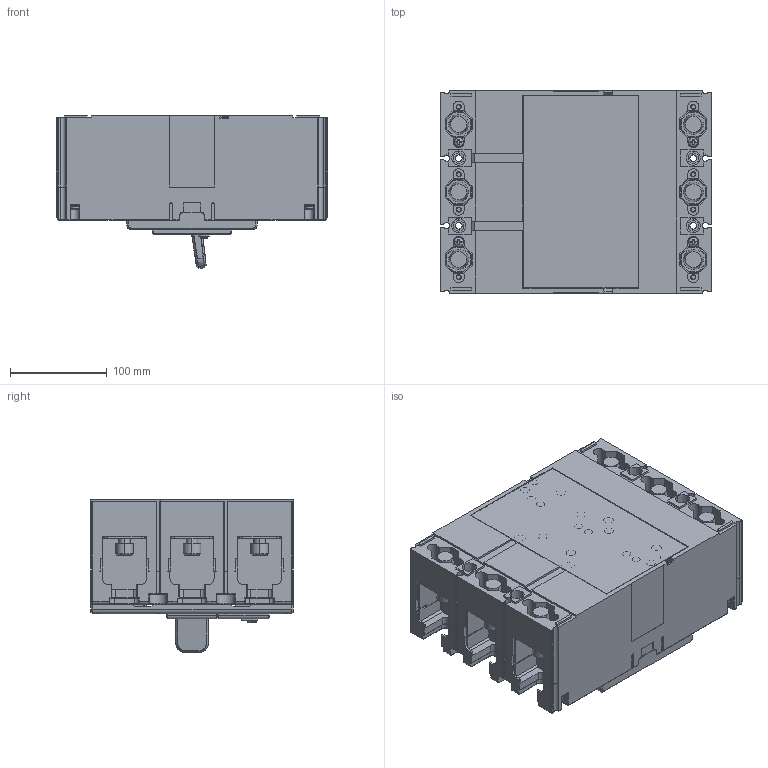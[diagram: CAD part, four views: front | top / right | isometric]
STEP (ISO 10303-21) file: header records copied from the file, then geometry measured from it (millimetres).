
FILE_DESCRIPTION((''),'2;1');
FILE_NAME('2253073100_SW0001','2025-04-15T',('yan01.huang'),(''),'PRO/ENGINEER BY PARAMETRIC TECHNOLOGY CORPORATION, 2017170','PRO/ENGINEER BY PARAMETRIC TECHNOLOGY CORPORATION, 2017170','');
FILE_SCHEMA(('CONFIG_CONTROL_DESIGN'));
Products named in the file (1): 2253073100_SW0001
Bounding box: 280 x 210 x 158.34 mm (x, y, z)
Volume: 5149434 mm3; surface area: 683138 mm2
Topology: 14 solids, 29 shells, 5942 faces, 15879 edges, 10164 vertices
Faces by surface type: plane 3795, cylinder 1234, extrusion 351, torus 191, cone 180, bspline 125, sphere 66
Entity records: 203924 total; most frequent: CARTESIAN_POINT 55788, ORIENTED_EDGE 31734, DIRECTION 29229, EDGE_CURVE 15867, VECTOR 11829, LINE 11478, VERTEX_POINT 10164, AXIS2_PLACEMENT_3D 8700
